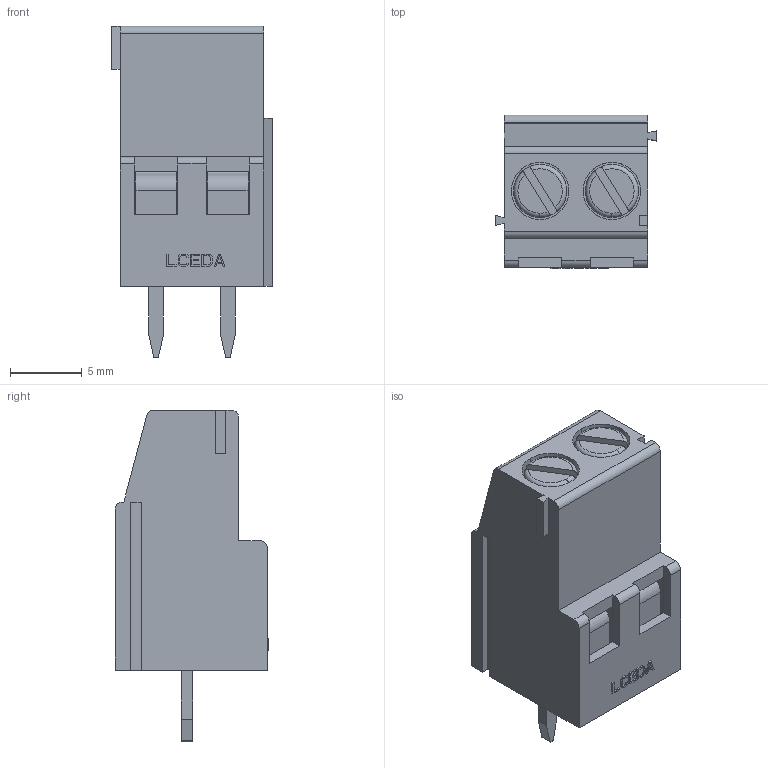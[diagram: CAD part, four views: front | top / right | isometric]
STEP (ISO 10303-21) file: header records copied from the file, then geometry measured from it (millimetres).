
FILE_DESCRIPTION (( 'STEP AP214' ), '1' );
FILE_NAME ('conn-th_2p-p5x00_wj129v-5x00-2p.step', '2022-05-26T07:27:13', ( '' ), ( '' ), 'SwSTEP 2.0', 'SolidWorks 2020', '' );
FILE_SCHEMA (( 'AUTOMOTIVE_DESIGN' ));
Length unit declared in the file: millimetre
Products named in the file (1): conn-th_2p-p5x00_wj129v-5x00-2p
Bounding box: 11.2 x 10.7 x 23.1 mm (x, y, z)
Volume: 865.4 mm3; surface area: 2519.7 mm2
Topology: 5 solids, 5 shells, 354 faces, 985 edges, 654 vertices
Faces by surface type: plane 270, cylinder 74, torus 10
Entity records: 15279 total; most frequent: CARTESIAN_POINT 2034, ORIENTED_EDGE 1970, DIRECTION 1861, EDGE_CURVE 985, VECTOR 803, LINE 803, VERTEX_POINT 654, AXIS2_PLACEMENT_3D 529
